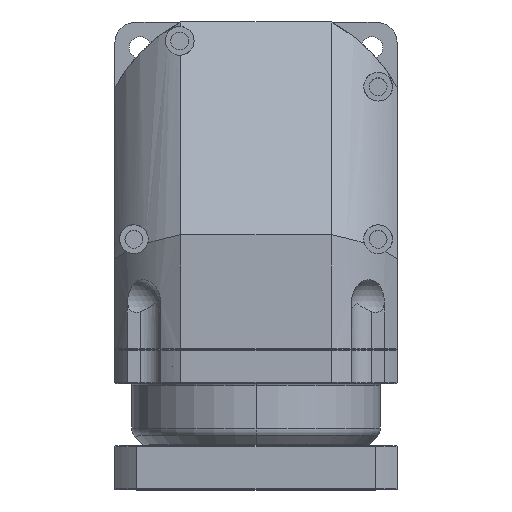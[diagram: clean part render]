
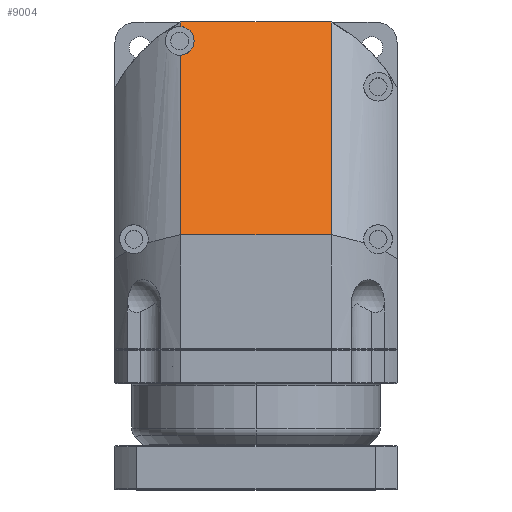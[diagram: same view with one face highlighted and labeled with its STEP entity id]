
A CAD part, top view. The second image highlights one B-rep face of the part: STEP entity #9004.
In plain terms, the highlighted face is planar.
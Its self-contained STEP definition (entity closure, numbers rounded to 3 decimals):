
#4712=CARTESIAN_POINT('',(19.,-71.,37.937));
#5110=DIRECTION('',(0.,0.,-1.));
#5111=VECTOR('',#5110,75.875);
#5112=CARTESIAN_POINT('',(19.,-71.,37.937));
#5113=LINE('',#5112,#5111);
#5114=CARTESIAN_POINT('',(4.945,-54.25,37.937));
#5115=CARTESIAN_POINT('',(4.96,-54.268,37.655));
#5116=CARTESIAN_POINT('',(4.992,-54.306,37.386));
#5117=CARTESIAN_POINT('',(5.055,-54.381,36.931));
#5118=CARTESIAN_POINT('',(5.134,-54.476,36.548));
#5119=CARTESIAN_POINT('',(5.229,-54.589,36.167));
#5120=CARTESIAN_POINT('',(5.356,-54.739,35.744));
#5121=CARTESIAN_POINT('',(5.514,-54.928,35.309));
#5122=CARTESIAN_POINT('',(5.703,-55.154,34.874));
#5123=CARTESIAN_POINT('',(5.893,-55.38,34.499));
#5124=CARTESIAN_POINT('',(6.146,-55.681,34.059));
#5125=CARTESIAN_POINT('',(6.462,-56.058,33.594));
#5126=CARTESIAN_POINT('',(6.842,-56.51,33.132));
#5127=CARTESIAN_POINT('',(7.221,-56.962,32.742));
#5128=CARTESIAN_POINT('',(7.6,-57.414,32.41));
#5129=CARTESIAN_POINT('',(8.106,-58.017,32.035));
#5130=CARTESIAN_POINT('',(8.738,-58.771,31.672));
#5131=CARTESIAN_POINT('',(9.497,-59.675,31.378));
#5132=CARTESIAN_POINT('',(10.256,-60.579,31.207));
#5133=CARTESIAN_POINT('',(11.015,-61.483,31.15));
#5134=CARTESIAN_POINT('',(11.773,-62.388,31.207));
#5135=CARTESIAN_POINT('',(12.532,-63.292,31.378));
#5136=CARTESIAN_POINT('',(13.291,-64.196,31.672));
#5137=CARTESIAN_POINT('',(13.923,-64.95,32.035));
#5138=CARTESIAN_POINT('',(14.429,-65.553,32.41));
#5139=CARTESIAN_POINT('',(14.808,-66.005,32.742));
#5140=CARTESIAN_POINT('',(15.188,-66.457,33.132));
#5141=CARTESIAN_POINT('',(15.567,-66.909,33.594));
#5142=CARTESIAN_POINT('',(15.883,-67.286,34.059));
#5143=CARTESIAN_POINT('',(16.136,-67.587,34.499));
#5144=CARTESIAN_POINT('',(16.326,-67.813,34.874));
#5145=CARTESIAN_POINT('',(16.516,-68.039,35.309));
#5146=CARTESIAN_POINT('',(16.674,-68.228,35.744));
#5147=CARTESIAN_POINT('',(16.8,-68.378,36.167));
#5148=CARTESIAN_POINT('',(16.895,-68.491,36.548));
#5149=CARTESIAN_POINT('',(16.974,-68.586,36.931));
#5150=CARTESIAN_POINT('',(17.037,-68.661,37.386));
#5151=CARTESIAN_POINT('',(17.069,-68.699,37.655));
#5152=CARTESIAN_POINT('',(17.085,-68.717,37.937));
#5154=DIRECTION('',(0.643,-0.766,0.));
#5155=VECTOR('',#5154,2.98);
#5156=CARTESIAN_POINT('',(17.085,-68.717,37.937));
#5157=LINE('',#5156,#5155);
#5158=DIRECTION('',(-0.643,0.766,0.));
#5159=VECTOR('',#5158,140.015);
#5160=CARTESIAN_POINT('',(19.,-71.,-37.937));
#5161=LINE('',#5160,#5159);
#5162=DIRECTION('',(0.643,-0.766,0.));
#5163=VECTOR('',#5162,118.149);
#5164=CARTESIAN_POINT('',(-71.,36.258,37.937));
#5165=LINE('',#5164,#5163);
#5927=DIRECTION('',(0.,0.,1.));
#5928=VECTOR('',#5927,75.875);
#5929=CARTESIAN_POINT('',(-71.,36.258,-37.937));
#5930=LINE('',#5929,#5928);
#7306=VERTEX_POINT('',#5114);
#7307=VERTEX_POINT('',#5152);
#7348=VERTEX_POINT('',#4712);
#7353=CARTESIAN_POINT('',(19.,-71.,-37.937));
#7354=CARTESIAN_POINT('',(-71.,36.258,-37.937));
#7355=VERTEX_POINT('',#7353);
#7356=VERTEX_POINT('',#7354);
#7357=CARTESIAN_POINT('',(-71.,36.258,37.937));
#7358=VERTEX_POINT('',#7357);
#8986=CARTESIAN_POINT('',(19.,-71.,99.));
#8987=DIRECTION('',(0.766,0.643,0.));
#8988=DIRECTION('',(-0.643,0.766,0.));
#8989=AXIS2_PLACEMENT_3D('',#8986,#8987,#8988);
#8990=PLANE('',#8989);
#8992=ORIENTED_EDGE('',*,*,#8991,.T.);
#8994=ORIENTED_EDGE('',*,*,#8993,.T.);
#8995=ORIENTED_EDGE('',*,*,#8979,.T.);
#8997=ORIENTED_EDGE('',*,*,#8996,.T.);
#8999=ORIENTED_EDGE('',*,*,#8998,.T.);
#9001=ORIENTED_EDGE('',*,*,#9000,.T.);
#9002=EDGE_LOOP('',(#8992,#8994,#8995,#8997,#8999,#9001));
#9003=FACE_OUTER_BOUND('',#9002,.F.);
#9004=ADVANCED_FACE('',(#9003),#8990,.F.);
#5153=B_SPLINE_CURVE_WITH_KNOTS('',3,(#5114,#5115,#5116,#5117,#5118,#5119,#5120,
#5121,#5122,#5123,#5124,#5125,#5126,#5127,#5128,#5129,#5130,#5131,#5132,#5133,
#5134,#5135,#5136,#5137,#5138,#5139,#5140,#5141,#5142,#5143,#5144,#5145,#5146,
#5147,#5148,#5149,#5150,#5151,#5152),.UNSPECIFIED.,.F.,.F.,(4,1,1,1,1,1,1,1,1,1,
1,1,1,1,1,1,1,1,1,1,1,1,1,1,1,1,1,1,1,1,1,1,1,1,1,1,4),(0.,0.004,
0.008,0.016,0.023,0.031,0.047,0.063,0.078,0.094,
0.125,0.156,0.188,0.219,0.25,0.313,0.375,0.438,0.5,
0.563,0.625,0.688,0.75,0.781,0.813,0.844,0.875,0.906,
0.922,0.938,0.953,0.969,0.977,0.984,0.992,
0.996,1.),.UNSPECIFIED.);
#8979=EDGE_CURVE('',#7348,#7355,#5113,.T.);
#8991=EDGE_CURVE('',#7306,#7307,#5153,.T.);
#8993=EDGE_CURVE('',#7307,#7348,#5157,.T.);
#8996=EDGE_CURVE('',#7355,#7356,#5161,.T.);
#8998=EDGE_CURVE('',#7356,#7358,#5930,.T.);
#9000=EDGE_CURVE('',#7358,#7306,#5165,.T.);
